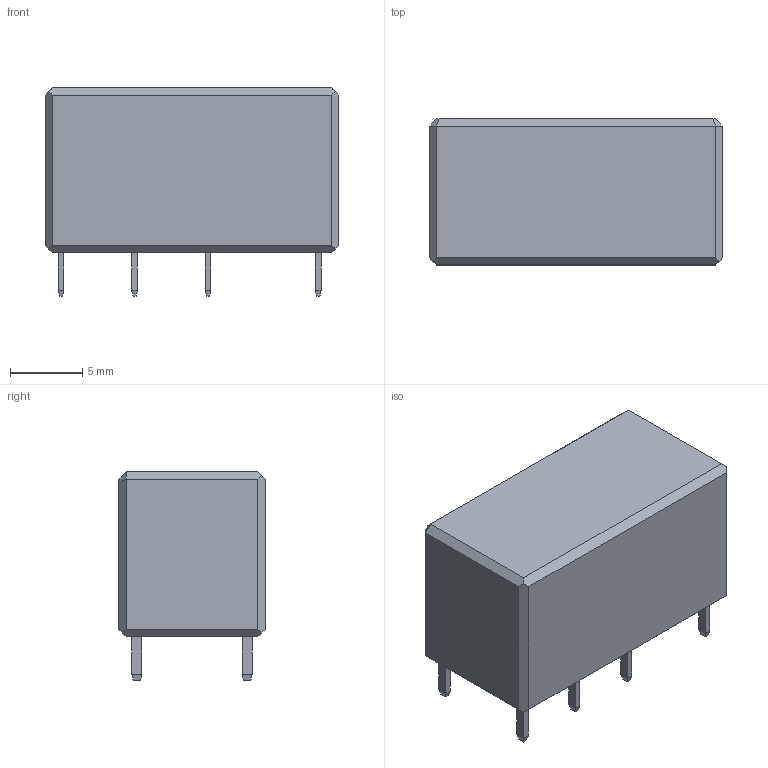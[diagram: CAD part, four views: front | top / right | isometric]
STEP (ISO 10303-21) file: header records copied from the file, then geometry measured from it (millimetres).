
FILE_DESCRIPTION (( 'STEP AP214' ), '1' );
FILE_NAME ('User Library-RELAY_30.22.STEP', '2018-02-15T09:35:22', ( '' ), ( '' ), 'SwSTEP 2.0', 'SolidWorks 2018', '' );
FILE_SCHEMA (( 'AUTOMOTIVE_DESIGN' ));
Length unit declared in the file: millimetre
Products named in the file (10): User Library-RELAY_30.22_Part_1612; User Library-RELAY_30.22_Part_486; User Library-RELAY_30.22; User Library-RELAY_30.22_Part_1700; User Library-RELAY_30.22_Part_1833; User Library-RELAY_30.22_Part_1745; User Library-RELAY_30.22_Part_1656; User Library-RELAY_30.22_Part_62; User Library-RELAY_30.22_Part_1568; User Library-RELAY_30.22_Part_1789
Assembly tree (9 placements, depth 2):
  User Library-RELAY_30.22
    User Library-RELAY_30.22_Part_62
    User Library-RELAY_30.22_Part_486
    User Library-RELAY_30.22_Part_1568
    User Library-RELAY_30.22_Part_1612
    User Library-RELAY_30.22_Part_1656
    User Library-RELAY_30.22_Part_1700
    User Library-RELAY_30.22_Part_1745
    User Library-RELAY_30.22_Part_1789
    User Library-RELAY_30.22_Part_1833
Bounding box: 20.3 x 10.1 x 14.4 mm (x, y, z)
Volume: 2323.6 mm3; surface area: 1108.4 mm2
Topology: 9 solids, 9 shells, 100 faces, 210 edges, 128 vertices
Faces by surface type: plane 100
Entity records: 4084 total; most frequent: CARTESIAN_POINT 450, DIRECTION 434, ORIENTED_EDGE 420, LINE 210, VECTOR 210, EDGE_CURVE 210, VERTEX_POINT 128, UNCERTAINTY_MEASURE_WITH_UNIT 128
